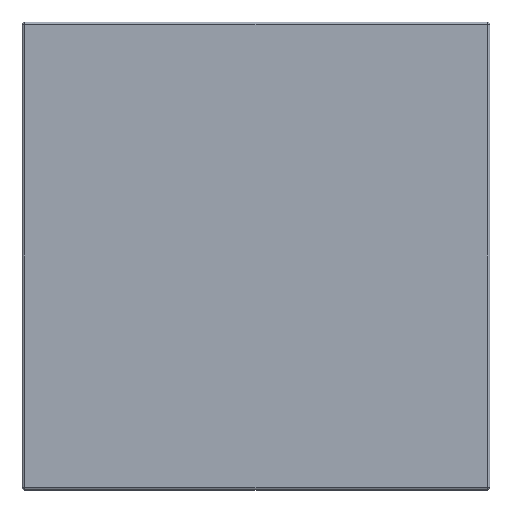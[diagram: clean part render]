
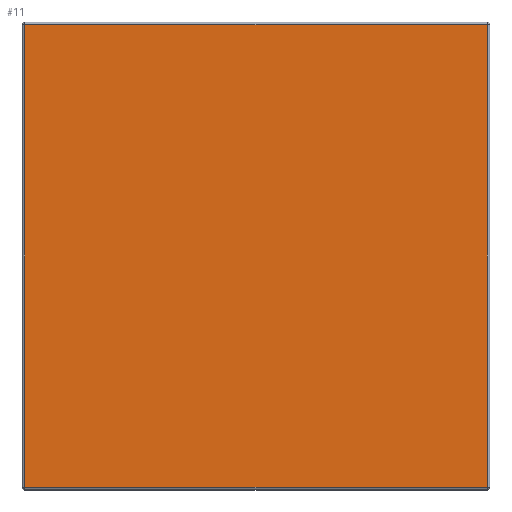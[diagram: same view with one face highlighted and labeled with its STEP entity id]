
A CAD part, front view. The second image highlights one B-rep face of the part: STEP entity #11.
In plain terms, the highlighted planar face has unit normal (0, -1, 0).
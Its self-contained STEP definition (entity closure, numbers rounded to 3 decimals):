
#11 = ADVANCED_FACE ( 'NONE', ( #282 ), #320, .F. ) ;
#186 = LINE ( 'NONE', #500, #240 ) ;
#193 = VECTOR ( 'NONE', #512, 1000. ) ;
#212 = VECTOR ( 'NONE', #533, 1000. ) ;
#214 = LINE ( 'NONE', #507, #212 ) ;
#220 = LINE ( 'NONE', #297, #193 ) ;
#240 = VECTOR ( 'NONE', #499, 1000. ) ;
#269 = LINE ( 'NONE', #466, #277 ) ;
#277 = VECTOR ( 'NONE', #446, 1000. ) ;
#282 = FACE_OUTER_BOUND ( 'NONE', #659, .T. ) ;
#290 = CARTESIAN_POINT ( 'NONE',  ( 19.75, 0., 19.75 ) ) ;
#297 = CARTESIAN_POINT ( 'NONE',  ( -20., 0., 19.75 ) ) ;
#304 = VERTEX_POINT ( 'NONE', #430 ) ;
#313 = CARTESIAN_POINT ( 'NONE',  ( -19.75, 0., 19.75 ) ) ;
#320 = PLANE ( 'NONE',  #728 ) ;
#347 = CARTESIAN_POINT ( 'NONE',  ( -20., 0., -20. ) ) ;
#349 = VERTEX_POINT ( 'NONE', #290 ) ;
#353 = VERTEX_POINT ( 'NONE', #513 ) ;
#430 = CARTESIAN_POINT ( 'NONE',  ( -19.75, 0., -19.75 ) ) ;
#446 = DIRECTION ( 'NONE',  ( 0., 0., -1. ) ) ;
#457 = DIRECTION ( 'NONE',  ( 0., 1., 0. ) ) ;
#466 = CARTESIAN_POINT ( 'NONE',  ( -19.75, 0., -20. ) ) ;
#485 = DIRECTION ( 'NONE',  ( 0., 0., 1. ) ) ;
#487 = VERTEX_POINT ( 'NONE', #313 ) ;
#499 = DIRECTION ( 'NONE',  ( 1., 0., 0. ) ) ;
#500 = CARTESIAN_POINT ( 'NONE',  ( -20., 0., -19.75 ) ) ;
#507 = CARTESIAN_POINT ( 'NONE',  ( 19.75, 0., -20. ) ) ;
#512 = DIRECTION ( 'NONE',  ( -1., 0., 0. ) ) ;
#513 = CARTESIAN_POINT ( 'NONE',  ( 19.75, 0., -19.75 ) ) ;
#533 = DIRECTION ( 'NONE',  ( 0., 0., 1. ) ) ;
#549 = EDGE_CURVE ( 'NONE', #353, #349, #214, .T. ) ;
#593 = ORIENTED_EDGE ( 'NONE', *, *, #549, .T. ) ;
#609 = ORIENTED_EDGE ( 'NONE', *, *, #688, .T. ) ;
#659 = EDGE_LOOP ( 'NONE', ( #679, #672, #609, #593 ) ) ;
#672 = ORIENTED_EDGE ( 'NONE', *, *, #686, .T. ) ;
#679 = ORIENTED_EDGE ( 'NONE', *, *, #700, .T. ) ;
#686 = EDGE_CURVE ( 'NONE', #487, #304, #269, .T. ) ;
#688 = EDGE_CURVE ( 'NONE', #304, #353, #186, .T. ) ;
#700 = EDGE_CURVE ( 'NONE', #349, #487, #220, .T. ) ;
#728 = AXIS2_PLACEMENT_3D ( 'NONE', #347, #457, #485 ) ;
